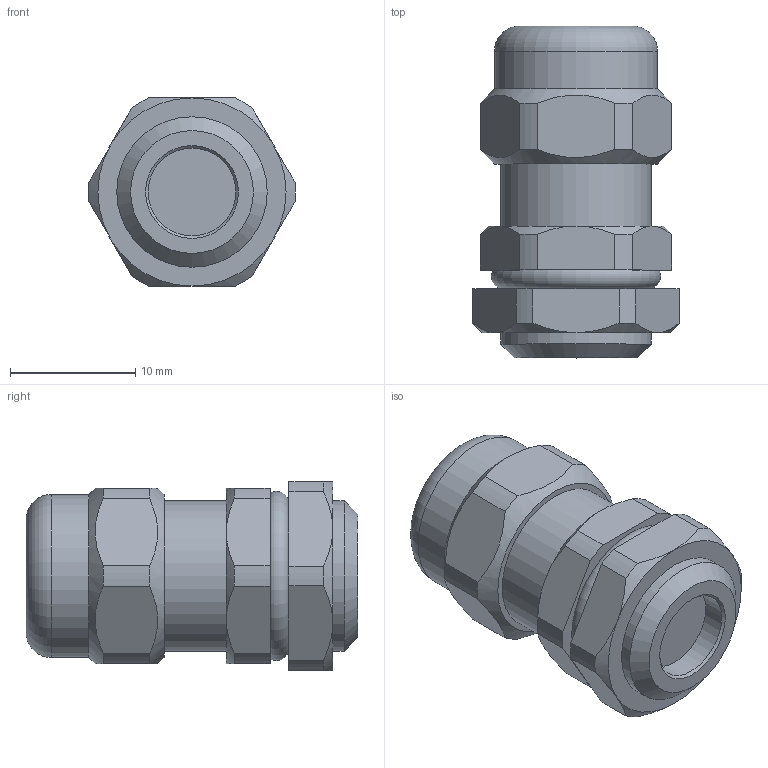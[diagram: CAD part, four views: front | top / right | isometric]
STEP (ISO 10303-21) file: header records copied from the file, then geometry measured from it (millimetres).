
FILE_DESCRIPTION(/* description */ (''),/* implementation_level */ '2;1');
FILE_NAME(/* name */ 'ГОФРОМАТИК ВК-НР-M12-6.5-L7.stp',/* time_stamp */ '2023-04-17T08:59:42+07:00',/* author */ ('zeta-09'),/* organization */ (''),/* preprocessor_version */ 'ST-DEVELOPER v18.1',/* originating_system */ 'Autodesk Inventor 2021',/* authorisation */ '');
FILE_SCHEMA (('AUTOMOTIVE_DESIGN { 1 0 10303 214 3 1 1 }'));
Length unit declared in the file: millimetre
Products named in the file (1): Деталь1
Bounding box: 16.49 x 26.46 x 15 mm (x, y, z)
Volume: 3735.3 mm3; surface area: 1771.3 mm2
Topology: 1 solids, 1 shells, 73 faces, 175 edges, 111 vertices
Faces by surface type: plane 28, cylinder 24, cone 18, torus 3
Full cylindrical faces by diameter (mm): 7 x1, 9.8 x1, 10.5 x1, 12 x2, 13 x1
Entity records: 2237 total; most frequent: CARTESIAN_POINT 432, DIRECTION 366, ORIENTED_EDGE 350, EDGE_CURVE 175, AXIS2_PLACEMENT_3D 153, VERTEX_POINT 111, EDGE_LOOP 81, CIRCLE 79
